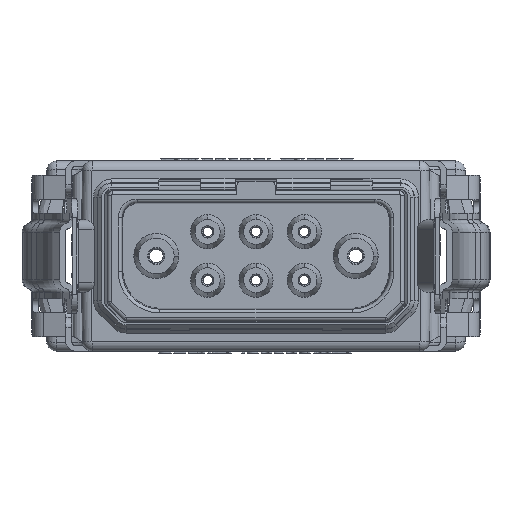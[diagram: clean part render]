
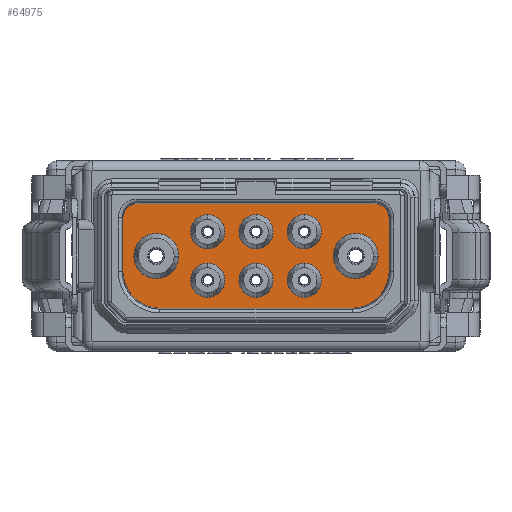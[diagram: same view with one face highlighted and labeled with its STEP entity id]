
A CAD part, front view. The second image highlights one B-rep face of the part: STEP entity #64975.
In plain terms, the highlighted planar face has unit normal (0, -1, 0).
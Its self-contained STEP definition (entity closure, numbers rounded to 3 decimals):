
#15919=CARTESIAN_POINT('',(6.25,-2.55,2.));
#15920=DIRECTION('',(0.,-1.,0.));
#15921=DIRECTION('',(1.,0.,0.));
#15922=AXIS2_PLACEMENT_3D('',#15919,#15920,#15921);
#15924=DIRECTION('',(0.,0.,1.));
#15925=VECTOR('',#15924,2.8);
#15926=CARTESIAN_POINT('',(7.,-2.55,-0.8));
#15927=LINE('',#15926,#15925);
#15928=CARTESIAN_POINT('',(5.05,-2.55,-0.8));
#15929=DIRECTION('',(0.,-1.,0.));
#15930=DIRECTION('',(0.,0.,-1.));
#15931=AXIS2_PLACEMENT_3D('',#15928,#15929,#15930);
#15933=DIRECTION('',(1.,0.,0.));
#15934=VECTOR('',#15933,10.1);
#15935=CARTESIAN_POINT('',(-5.05,-2.55,-2.75));
#15936=LINE('',#15935,#15934);
#15937=CARTESIAN_POINT('',(-5.05,-2.55,-0.8));
#15938=DIRECTION('',(0.,-1.,0.));
#15939=DIRECTION('',(-1.,0.,0.));
#15940=AXIS2_PLACEMENT_3D('',#15937,#15938,#15939);
#15942=DIRECTION('',(0.,0.,-1.));
#15943=VECTOR('',#15942,2.8);
#15944=CARTESIAN_POINT('',(-7.,-2.55,2.));
#15945=LINE('',#15944,#15943);
#15946=CARTESIAN_POINT('',(-6.25,-2.55,2.));
#15947=DIRECTION('',(0.,-1.,0.));
#15948=DIRECTION('',(0.,0.,1.));
#15949=AXIS2_PLACEMENT_3D('',#15946,#15947,#15948);
#15951=DIRECTION('',(-1.,0.,0.));
#15952=VECTOR('',#15951,12.5);
#15953=CARTESIAN_POINT('',(6.25,-2.55,2.75));
#15954=LINE('',#15953,#15952);
#15955=CARTESIAN_POINT('',(-5.24,-2.55,0.));
#15956=DIRECTION('',(0.,-1.,0.));
#15957=DIRECTION('',(-1.,0.,0.));
#15958=AXIS2_PLACEMENT_3D('',#15955,#15956,#15957);
#15960=CARTESIAN_POINT('',(-5.24,-2.55,0.));
#15961=DIRECTION('',(0.,-1.,0.));
#15962=DIRECTION('',(1.,0.,0.));
#15963=AXIS2_PLACEMENT_3D('',#15960,#15961,#15962);
#15965=CARTESIAN_POINT('',(5.24,-2.55,0.));
#15966=DIRECTION('',(0.,1.,0.));
#15967=DIRECTION('',(1.,0.,0.));
#15968=AXIS2_PLACEMENT_3D('',#15965,#15966,#15967);
#15970=CARTESIAN_POINT('',(5.24,-2.55,0.));
#15971=DIRECTION('',(0.,1.,0.));
#15972=DIRECTION('',(-1.,0.,0.));
#15973=AXIS2_PLACEMENT_3D('',#15970,#15971,#15972);
#15975=CARTESIAN_POINT('',(2.54,-2.55,-1.27));
#15976=DIRECTION('',(0.,-1.,0.));
#15977=DIRECTION('',(0.,0.,1.));
#15978=AXIS2_PLACEMENT_3D('',#15975,#15976,#15977);
#15980=CARTESIAN_POINT('',(2.54,-2.55,-1.27));
#15981=DIRECTION('',(0.,-1.,0.));
#15982=DIRECTION('',(0.,0.,-1.));
#15983=AXIS2_PLACEMENT_3D('',#15980,#15981,#15982);
#15985=CARTESIAN_POINT('',(0.,-2.55,-1.27));
#15986=DIRECTION('',(0.,-1.,0.));
#15987=DIRECTION('',(0.,0.,1.));
#15988=AXIS2_PLACEMENT_3D('',#15985,#15986,#15987);
#15990=CARTESIAN_POINT('',(0.,-2.55,-1.27));
#15991=DIRECTION('',(0.,-1.,0.));
#15992=DIRECTION('',(0.,0.,-1.));
#15993=AXIS2_PLACEMENT_3D('',#15990,#15991,#15992);
#15995=CARTESIAN_POINT('',(-2.54,-2.55,-1.27));
#15996=DIRECTION('',(0.,-1.,0.));
#15997=DIRECTION('',(0.,0.,1.));
#15998=AXIS2_PLACEMENT_3D('',#15995,#15996,#15997);
#16000=CARTESIAN_POINT('',(-2.54,-2.55,-1.27));
#16001=DIRECTION('',(0.,-1.,0.));
#16002=DIRECTION('',(0.,0.,-1.));
#16003=AXIS2_PLACEMENT_3D('',#16000,#16001,#16002);
#16005=CARTESIAN_POINT('',(-2.54,-2.55,1.27));
#16006=DIRECTION('',(0.,-1.,0.));
#16007=DIRECTION('',(0.,0.,1.));
#16008=AXIS2_PLACEMENT_3D('',#16005,#16006,#16007);
#16010=CARTESIAN_POINT('',(-2.54,-2.55,1.27));
#16011=DIRECTION('',(0.,-1.,0.));
#16012=DIRECTION('',(0.,0.,-1.));
#16013=AXIS2_PLACEMENT_3D('',#16010,#16011,#16012);
#16015=CARTESIAN_POINT('',(2.54,-2.55,1.27));
#16016=DIRECTION('',(0.,-1.,0.));
#16017=DIRECTION('',(0.,0.,1.));
#16018=AXIS2_PLACEMENT_3D('',#16015,#16016,#16017);
#16020=CARTESIAN_POINT('',(2.54,-2.55,1.27));
#16021=DIRECTION('',(0.,-1.,0.));
#16022=DIRECTION('',(0.,0.,-1.));
#16023=AXIS2_PLACEMENT_3D('',#16020,#16021,#16022);
#16025=CARTESIAN_POINT('',(0.,-2.55,1.27));
#16026=DIRECTION('',(0.,-1.,0.));
#16027=DIRECTION('',(0.,0.,1.));
#16028=AXIS2_PLACEMENT_3D('',#16025,#16026,#16027);
#16030=CARTESIAN_POINT('',(0.,-2.55,1.27));
#16031=DIRECTION('',(0.,-1.,0.));
#16032=DIRECTION('',(0.,0.,-1.));
#16033=AXIS2_PLACEMENT_3D('',#16030,#16031,#16032);
#45431=CARTESIAN_POINT('',(-7.,-2.55,-0.8));
#45432=CARTESIAN_POINT('',(-5.05,-2.55,-2.75));
#45433=VERTEX_POINT('',#45431);
#45434=VERTEX_POINT('',#45432);
#45435=CARTESIAN_POINT('',(-7.,-2.55,2.));
#45436=VERTEX_POINT('',#45435);
#45437=CARTESIAN_POINT('',(5.05,-2.55,-2.75));
#45438=VERTEX_POINT('',#45437);
#45439=CARTESIAN_POINT('',(-6.25,-2.55,2.75));
#45440=VERTEX_POINT('',#45439);
#45441=CARTESIAN_POINT('',(7.,-2.55,-0.8));
#45442=VERTEX_POINT('',#45441);
#45443=CARTESIAN_POINT('',(6.25,-2.55,2.75));
#45444=VERTEX_POINT('',#45443);
#45445=CARTESIAN_POINT('',(7.,-2.55,2.));
#45446=VERTEX_POINT('',#45445);
#47561=CARTESIAN_POINT('',(0.,-2.55,2.17));
#47562=CARTESIAN_POINT('',(0.,-2.55,0.37));
#47563=VERTEX_POINT('',#47561);
#47564=VERTEX_POINT('',#47562);
#47577=CARTESIAN_POINT('',(2.54,-2.55,2.17));
#47578=CARTESIAN_POINT('',(2.54,-2.55,0.37));
#47579=VERTEX_POINT('',#47577);
#47580=VERTEX_POINT('',#47578);
#47593=CARTESIAN_POINT('',(-2.54,-2.55,2.17));
#47594=CARTESIAN_POINT('',(-2.54,-2.55,0.37));
#47595=VERTEX_POINT('',#47593);
#47596=VERTEX_POINT('',#47594);
#47609=CARTESIAN_POINT('',(-2.54,-2.55,-0.37));
#47610=CARTESIAN_POINT('',(-2.54,-2.55,-2.17));
#47611=VERTEX_POINT('',#47609);
#47612=VERTEX_POINT('',#47610);
#47625=CARTESIAN_POINT('',(0.,-2.55,-0.37));
#47626=CARTESIAN_POINT('',(0.,-2.55,-2.17));
#47627=VERTEX_POINT('',#47625);
#47628=VERTEX_POINT('',#47626);
#47641=CARTESIAN_POINT('',(2.54,-2.55,-0.37));
#47642=CARTESIAN_POINT('',(2.54,-2.55,-2.17));
#47643=VERTEX_POINT('',#47641);
#47644=VERTEX_POINT('',#47642);
#47657=CARTESIAN_POINT('',(6.425,-2.55,0.));
#47658=CARTESIAN_POINT('',(4.055,-2.55,0.));
#47659=VERTEX_POINT('',#47657);
#47660=VERTEX_POINT('',#47658);
#47673=CARTESIAN_POINT('',(-6.425,-2.55,0.));
#47674=CARTESIAN_POINT('',(-4.055,-2.55,0.));
#47675=VERTEX_POINT('',#47673);
#47676=VERTEX_POINT('',#47674);
#64905=CARTESIAN_POINT('',(0.,-2.55,0.));
#64906=DIRECTION('',(0.,1.,0.));
#64907=DIRECTION('',(-1.,0.,0.));
#64908=AXIS2_PLACEMENT_3D('',#64905,#64906,#64907);
#64909=PLANE('',#64908);
#64911=ORIENTED_EDGE('',*,*,#64910,.F.);
#64913=ORIENTED_EDGE('',*,*,#64912,.F.);
#64915=ORIENTED_EDGE('',*,*,#64914,.F.);
#64917=ORIENTED_EDGE('',*,*,#64916,.F.);
#64919=ORIENTED_EDGE('',*,*,#64918,.F.);
#64921=ORIENTED_EDGE('',*,*,#64920,.F.);
#64923=ORIENTED_EDGE('',*,*,#64922,.F.);
#64925=ORIENTED_EDGE('',*,*,#64924,.F.);
#64926=EDGE_LOOP('',(#64911,#64913,#64915,#64917,#64919,#64921,#64923,#64925));
#64927=FACE_OUTER_BOUND('',#64926,.F.);
#64929=ORIENTED_EDGE('',*,*,#64928,.T.);
#64931=ORIENTED_EDGE('',*,*,#64930,.T.);
#64932=EDGE_LOOP('',(#64929,#64931));
#64933=FACE_BOUND('',#64932,.F.);
#64935=ORIENTED_EDGE('',*,*,#64934,.F.);
#64937=ORIENTED_EDGE('',*,*,#64936,.F.);
#64938=EDGE_LOOP('',(#64935,#64937));
#64939=FACE_BOUND('',#64938,.F.);
#64941=ORIENTED_EDGE('',*,*,#64940,.T.);
#64943=ORIENTED_EDGE('',*,*,#64942,.T.);
#64944=EDGE_LOOP('',(#64941,#64943));
#64945=FACE_BOUND('',#64944,.F.);
#64947=ORIENTED_EDGE('',*,*,#64946,.T.);
#64948=ORIENTED_EDGE('',*,*,#64895,.T.);
#64949=EDGE_LOOP('',(#64947,#64948));
#64950=FACE_BOUND('',#64949,.F.);
#64952=ORIENTED_EDGE('',*,*,#64951,.T.);
#64954=ORIENTED_EDGE('',*,*,#64953,.T.);
#64955=EDGE_LOOP('',(#64952,#64954));
#64956=FACE_BOUND('',#64955,.F.);
#64958=ORIENTED_EDGE('',*,*,#64957,.T.);
#64960=ORIENTED_EDGE('',*,*,#64959,.T.);
#64961=EDGE_LOOP('',(#64958,#64960));
#64962=FACE_BOUND('',#64961,.F.);
#64964=ORIENTED_EDGE('',*,*,#64963,.T.);
#64966=ORIENTED_EDGE('',*,*,#64965,.T.);
#64967=EDGE_LOOP('',(#64964,#64966));
#64968=FACE_BOUND('',#64967,.F.);
#64970=ORIENTED_EDGE('',*,*,#64969,.T.);
#64972=ORIENTED_EDGE('',*,*,#64971,.T.);
#64973=EDGE_LOOP('',(#64970,#64972));
#64974=FACE_BOUND('',#64973,.F.);
#64975=ADVANCED_FACE('',(#64927,#64933,#64939,#64945,#64950,#64956,#64962,
#64968,#64974),#64909,.F.);
#15923=CIRCLE('',#15922,0.75);
#15932=CIRCLE('',#15931,1.95);
#15941=CIRCLE('',#15940,1.95);
#15950=CIRCLE('',#15949,0.75);
#15959=CIRCLE('',#15958,1.185);
#15964=CIRCLE('',#15963,1.185);
#15969=CIRCLE('',#15968,1.185);
#15974=CIRCLE('',#15973,1.185);
#15979=CIRCLE('',#15978,0.9);
#15984=CIRCLE('',#15983,0.9);
#15989=CIRCLE('',#15988,0.9);
#15994=CIRCLE('',#15993,0.9);
#15999=CIRCLE('',#15998,0.9);
#16004=CIRCLE('',#16003,0.9);
#16009=CIRCLE('',#16008,0.9);
#16014=CIRCLE('',#16013,0.9);
#16019=CIRCLE('',#16018,0.9);
#16024=CIRCLE('',#16023,0.9);
#16029=CIRCLE('',#16028,0.9);
#16034=CIRCLE('',#16033,0.9);
#64895=EDGE_CURVE('',#47628,#47627,#15994,.T.);
#64910=EDGE_CURVE('',#45446,#45444,#15923,.T.);
#64912=EDGE_CURVE('',#45442,#45446,#15927,.T.);
#64914=EDGE_CURVE('',#45438,#45442,#15932,.T.);
#64916=EDGE_CURVE('',#45434,#45438,#15936,.T.);
#64918=EDGE_CURVE('',#45433,#45434,#15941,.T.);
#64920=EDGE_CURVE('',#45436,#45433,#15945,.T.);
#64922=EDGE_CURVE('',#45440,#45436,#15950,.T.);
#64924=EDGE_CURVE('',#45444,#45440,#15954,.T.);
#64928=EDGE_CURVE('',#47675,#47676,#15959,.T.);
#64930=EDGE_CURVE('',#47676,#47675,#15964,.T.);
#64934=EDGE_CURVE('',#47659,#47660,#15969,.T.);
#64936=EDGE_CURVE('',#47660,#47659,#15974,.T.);
#64940=EDGE_CURVE('',#47643,#47644,#15979,.T.);
#64942=EDGE_CURVE('',#47644,#47643,#15984,.T.);
#64946=EDGE_CURVE('',#47627,#47628,#15989,.T.);
#64951=EDGE_CURVE('',#47611,#47612,#15999,.T.);
#64953=EDGE_CURVE('',#47612,#47611,#16004,.T.);
#64957=EDGE_CURVE('',#47595,#47596,#16009,.T.);
#64959=EDGE_CURVE('',#47596,#47595,#16014,.T.);
#64963=EDGE_CURVE('',#47579,#47580,#16019,.T.);
#64965=EDGE_CURVE('',#47580,#47579,#16024,.T.);
#64969=EDGE_CURVE('',#47563,#47564,#16029,.T.);
#64971=EDGE_CURVE('',#47564,#47563,#16034,.T.);
